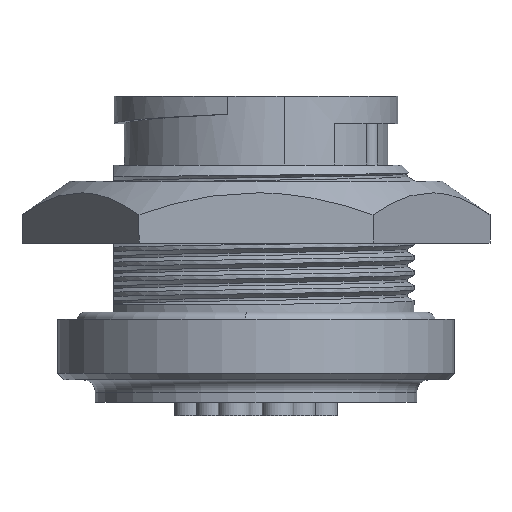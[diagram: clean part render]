
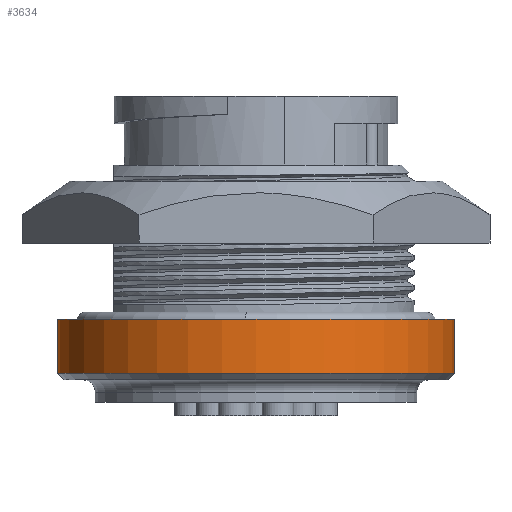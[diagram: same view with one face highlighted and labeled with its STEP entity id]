
A CAD part, front view. The second image highlights one B-rep face of the part: STEP entity #3634.
In plain terms, the highlighted cylindrical face has radius 12.446 mm (diameter 24.892 mm), a partial arc.
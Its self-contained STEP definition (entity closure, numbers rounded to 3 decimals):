
#472 = ORIENTED_EDGE ( 'NONE', *, *, #2685, .F. ) ;
#752 = CYLINDRICAL_SURFACE ( 'NONE', #3109, 12.446 ) ;
#1318 = DIRECTION ( 'NONE',  ( 0., 0., -1. ) ) ;
#1955 = ORIENTED_EDGE ( 'NONE', *, *, #4232, .T. ) ;
#2473 = VECTOR ( 'NONE', #13701, 1000. ) ;
#2622 = CARTESIAN_POINT ( 'NONE',  ( 0., 0., 5.207 ) ) ;
#2685 = EDGE_CURVE ( 'NONE', #10746, #5710, #9018, .T. ) ;
#2772 = CARTESIAN_POINT ( 'NONE',  ( 12.446, 0., 1.397 ) ) ;
#2965 = CARTESIAN_POINT ( 'NONE',  ( 12.446, 0., 1.803 ) ) ;
#3109 = AXIS2_PLACEMENT_3D ( 'NONE', #13605, #1318, #12376 ) ;
#3634 = ADVANCED_FACE ( 'NONE', ( #10909 ), #752, .T. ) ;
#3874 = DIRECTION ( 'NONE',  ( 1., 0., 0. ) ) ;
#4232 = EDGE_CURVE ( 'NONE', #12113, #7868, #4965, .T. ) ;
#4505 = CIRCLE ( 'NONE', #9872, 12.446 ) ;
#4568 = CARTESIAN_POINT ( 'NONE',  ( 0., 0., 1.803 ) ) ;
#4965 = LINE ( 'NONE', #7491, #11089 ) ;
#5710 = VERTEX_POINT ( 'NONE', #2965 ) ;
#5806 = DIRECTION ( 'NONE',  ( -1., 0., 0. ) ) ;
#6270 = DIRECTION ( 'NONE',  ( 0., 0., -1. ) ) ;
#7042 = CARTESIAN_POINT ( 'NONE',  ( -12.446, 0., 5.207 ) ) ;
#7491 = CARTESIAN_POINT ( 'NONE',  ( -12.446, 0., 1.397 ) ) ;
#7868 = VERTEX_POINT ( 'NONE', #8523 ) ;
#8523 = CARTESIAN_POINT ( 'NONE',  ( -12.446, 0., 1.803 ) ) ;
#9018 = LINE ( 'NONE', #2772, #2473 ) ;
#9872 = AXIS2_PLACEMENT_3D ( 'NONE', #2622, #11202, #3874 ) ;
#10746 = VERTEX_POINT ( 'NONE', #12239 ) ;
#10909 = FACE_OUTER_BOUND ( 'NONE', #11098, .T. ) ;
#11089 = VECTOR ( 'NONE', #6270, 1000. ) ;
#11098 = EDGE_LOOP ( 'NONE', ( #472, #12847, #1955, #13335 ) ) ;
#11202 = DIRECTION ( 'NONE',  ( 0., 0., 1. ) ) ;
#11497 = EDGE_CURVE ( 'NONE', #7868, #5710, #12694, .T. ) ;
#12109 = AXIS2_PLACEMENT_3D ( 'NONE', #4568, #13117, #5806 ) ;
#12113 = VERTEX_POINT ( 'NONE', #7042 ) ;
#12239 = CARTESIAN_POINT ( 'NONE',  ( 12.446, 0., 5.207 ) ) ;
#12376 = DIRECTION ( 'NONE',  ( -1., 0., 0. ) ) ;
#12694 = CIRCLE ( 'NONE', #12109, 12.446 ) ;
#12847 = ORIENTED_EDGE ( 'NONE', *, *, #15435, .F. ) ;
#13117 = DIRECTION ( 'NONE',  ( 0., 0., 1. ) ) ;
#13335 = ORIENTED_EDGE ( 'NONE', *, *, #11497, .T. ) ;
#13605 = CARTESIAN_POINT ( 'NONE',  ( 0., 0., 1.397 ) ) ;
#13701 = DIRECTION ( 'NONE',  ( 0., 0., -1. ) ) ;
#15435 = EDGE_CURVE ( 'NONE', #12113, #10746, #4505, .T. ) ;
